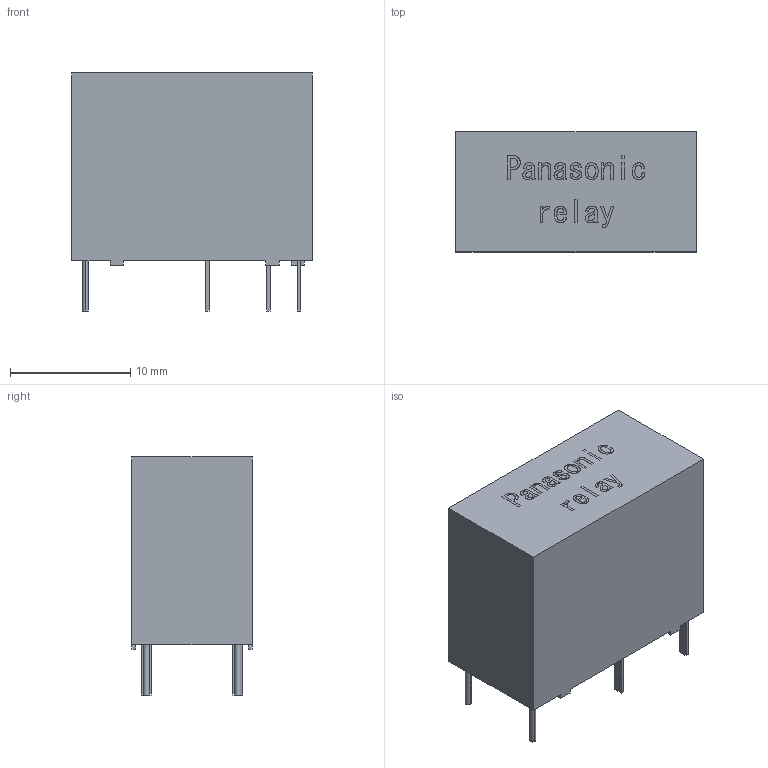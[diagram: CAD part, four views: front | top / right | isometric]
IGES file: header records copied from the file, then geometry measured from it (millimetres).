
Global section: preprocessor: SolidWorks 2017; organization: (C)Panasonic Corporation 2020; date: 200408.093638; units: millimetre
Bounding box: 20 x 10 x 19.8 mm (x, y, z)
Surface area: 1381.5 mm2 (no closed solid volume)
Topology: 0 solids, 0 shells, 304 faces, 3227 edges, 3227 vertices
Faces by surface type: bspline 300, revolution 4
